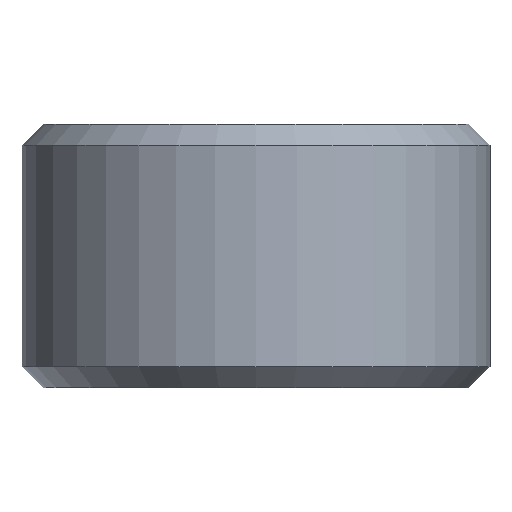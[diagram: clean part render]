
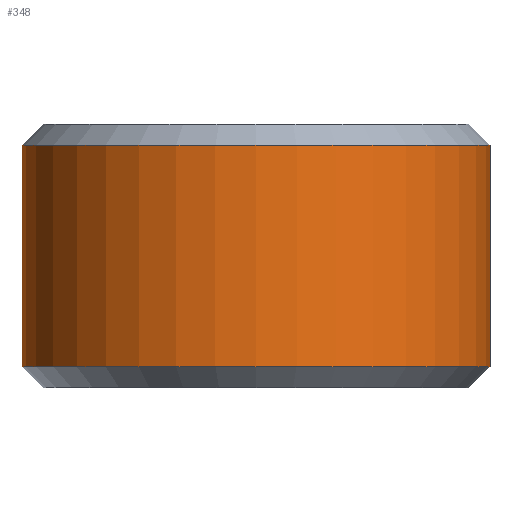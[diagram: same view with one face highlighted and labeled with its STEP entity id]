
A CAD part, left-side view. The second image highlights one B-rep face of the part: STEP entity #348.
In plain terms, the highlighted cylindrical face has radius 5.5 mm (diameter 11 mm), a full revolution.
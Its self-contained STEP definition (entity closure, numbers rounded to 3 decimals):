
#73=B_SPLINE_CURVE_WITH_KNOTS('',3,(#523,#524,#525,#526,#527,#528,#529,
#530,#531,#532,#533,#534,#535,#536,#537,#538,#539,#540,#541,#542,#543,#544,
#545,#546,#547,#548,#549,#550,#551,#552,#553,#554,#555,#556,#557,#558,#559,
#560,#561,#562,#563,#564,#565),.UNSPECIFIED.,.F.,.F.,(4,3,3,3,3,3,3,3,3,
3,3,3,3,3,4),(0.,0.114,0.178,0.242,0.306,
0.37,0.434,0.498,0.562,
0.626,0.69,0.754,0.818,
0.882,1.),.UNSPECIFIED.);
#74=B_SPLINE_CURVE_WITH_KNOTS('',3,(#566,#567,#568,#569,#570,#571,#572,
#573,#574,#575,#576,#577,#578,#579,#580,#581,#582,#583,#584,#585,#586,#587,
#588,#589,#590,#591,#592,#593,#594,#595,#596,#597,#598,#599,#600,#601,#602,
#603,#604,#605,#606,#607,#608),.UNSPECIFIED.,.F.,.F.,(4,3,3,3,3,3,3,3,3,
3,3,3,3,3,4),(0.,0.114,0.178,0.242,
0.306,0.37,0.434,0.498,
0.562,0.626,0.69,0.754,
0.818,0.882,1.),.UNSPECIFIED.);
#78=CYLINDRICAL_SURFACE('',#378,5.5);
#84=FACE_BOUND('',#125,.T.);
#85=FACE_BOUND('',#126,.T.);
#99=FACE_OUTER_BOUND('',#124,.T.);
#124=EDGE_LOOP('',(#240));
#125=EDGE_LOOP('',(#241));
#126=EDGE_LOOP('',(#242,#243));
#162=CIRCLE('',#379,5.5);
#163=CIRCLE('',#380,5.5);
#174=VERTEX_POINT('',#517);
#175=VERTEX_POINT('',#519);
#176=VERTEX_POINT('',#521);
#177=VERTEX_POINT('',#522);
#203=EDGE_CURVE('',#174,#174,#162,.T.);
#204=EDGE_CURVE('',#175,#175,#163,.T.);
#205=EDGE_CURVE('',#176,#177,#73,.T.);
#206=EDGE_CURVE('',#177,#176,#74,.T.);
#240=ORIENTED_EDGE('',*,*,#203,.F.);
#241=ORIENTED_EDGE('',*,*,#204,.F.);
#242=ORIENTED_EDGE('',*,*,#205,.T.);
#243=ORIENTED_EDGE('',*,*,#206,.T.);
#348=ADVANCED_FACE('',(#99,#84,#85),#78,.T.);
#378=AXIS2_PLACEMENT_3D('',#516,#423,#424);
#379=AXIS2_PLACEMENT_3D('',#518,#425,#426);
#380=AXIS2_PLACEMENT_3D('',#520,#427,#428);
#423=DIRECTION('center_axis',(0.,0.,1.));
#424=DIRECTION('ref_axis',(0.,-1.,0.));
#425=DIRECTION('center_axis',(0.,0.,-1.));
#426=DIRECTION('ref_axis',(0.,1.,0.));
#427=DIRECTION('center_axis',(0.,0.,1.));
#428=DIRECTION('ref_axis',(0.,-1.,0.));
#516=CARTESIAN_POINT('Origin',(0.,0.,-3.1));
#517=CARTESIAN_POINT('',(0.,5.5,-2.6));
#518=CARTESIAN_POINT('Origin',(0.,0.,-2.6));
#519=CARTESIAN_POINT('',(0.,5.5,2.6));
#520=CARTESIAN_POINT('Origin',(0.,0.,2.6));
#521=CARTESIAN_POINT('',(5.393,1.082,0.095));
#522=CARTESIAN_POINT('',(5.393,-1.082,0.095));
#523=CARTESIAN_POINT('Ctrl Pts',(5.393,1.082,0.095));
#524=CARTESIAN_POINT('Ctrl Pts',(5.393,1.082,-0.018));
#525=CARTESIAN_POINT('Ctrl Pts',(5.397,1.062,-0.139));
#526=CARTESIAN_POINT('Ctrl Pts',(5.405,1.019,-0.257));
#527=CARTESIAN_POINT('Ctrl Pts',(5.409,0.995,-0.323));
#528=CARTESIAN_POINT('Ctrl Pts',(5.415,0.963,-0.388));
#529=CARTESIAN_POINT('Ctrl Pts',(5.422,0.925,-0.449));
#530=CARTESIAN_POINT('Ctrl Pts',(5.428,0.887,-0.51));
#531=CARTESIAN_POINT('Ctrl Pts',(5.435,0.843,-0.567));
#532=CARTESIAN_POINT('Ctrl Pts',(5.442,0.793,-0.618));
#533=CARTESIAN_POINT('Ctrl Pts',(5.45,0.744,-0.67));
#534=CARTESIAN_POINT('Ctrl Pts',(5.457,0.689,-0.717));
#535=CARTESIAN_POINT('Ctrl Pts',(5.464,0.63,-0.758));
#536=CARTESIAN_POINT('Ctrl Pts',(5.471,0.571,-0.799));
#537=CARTESIAN_POINT('Ctrl Pts',(5.477,0.506,-0.835));
#538=CARTESIAN_POINT('Ctrl Pts',(5.482,0.439,-0.864));
#539=CARTESIAN_POINT('Ctrl Pts',(5.488,0.371,-0.893));
#540=CARTESIAN_POINT('Ctrl Pts',(5.492,0.301,-0.916));
#541=CARTESIAN_POINT('Ctrl Pts',(5.495,0.229,-0.931));
#542=CARTESIAN_POINT('Ctrl Pts',(5.498,0.157,-0.946));
#543=CARTESIAN_POINT('Ctrl Pts',(5.5,0.083,-0.954));
#544=CARTESIAN_POINT('Ctrl Pts',(5.5,0.009,-0.955));
#545=CARTESIAN_POINT('Ctrl Pts',(5.5,-0.065,-0.955));
#546=CARTESIAN_POINT('Ctrl Pts',(5.499,-0.139,-0.948));
#547=CARTESIAN_POINT('Ctrl Pts',(5.496,-0.211,-0.934));
#548=CARTESIAN_POINT('Ctrl Pts',(5.493,-0.283,-0.921));
#549=CARTESIAN_POINT('Ctrl Pts',(5.489,-0.354,-0.899));
#550=CARTESIAN_POINT('Ctrl Pts',(5.484,-0.422,-0.871));
#551=CARTESIAN_POINT('Ctrl Pts',(5.479,-0.49,-0.843));
#552=CARTESIAN_POINT('Ctrl Pts',(5.472,-0.556,-0.808));
#553=CARTESIAN_POINT('Ctrl Pts',(5.465,-0.616,-0.767));
#554=CARTESIAN_POINT('Ctrl Pts',(5.459,-0.677,-0.727));
#555=CARTESIAN_POINT('Ctrl Pts',(5.451,-0.733,-0.68));
#556=CARTESIAN_POINT('Ctrl Pts',(5.444,-0.783,-0.629));
#557=CARTESIAN_POINT('Ctrl Pts',(5.437,-0.834,-0.577));
#558=CARTESIAN_POINT('Ctrl Pts',(5.429,-0.879,-0.521));
#559=CARTESIAN_POINT('Ctrl Pts',(5.423,-0.918,-0.46));
#560=CARTESIAN_POINT('Ctrl Pts',(5.416,-0.956,-0.4));
#561=CARTESIAN_POINT('Ctrl Pts',(5.41,-0.989,-0.336));
#562=CARTESIAN_POINT('Ctrl Pts',(5.406,-1.014,-0.27));
#563=CARTESIAN_POINT('Ctrl Pts',(5.397,-1.06,-0.149));
#564=CARTESIAN_POINT('Ctrl Pts',(5.392,-1.082,-0.023));
#565=CARTESIAN_POINT('Ctrl Pts',(5.393,-1.082,0.095));
#566=CARTESIAN_POINT('Ctrl Pts',(5.393,-1.082,0.095));
#567=CARTESIAN_POINT('Ctrl Pts',(5.393,-1.082,0.209));
#568=CARTESIAN_POINT('Ctrl Pts',(5.397,-1.062,0.33));
#569=CARTESIAN_POINT('Ctrl Pts',(5.405,-1.019,0.448));
#570=CARTESIAN_POINT('Ctrl Pts',(5.409,-0.995,0.514));
#571=CARTESIAN_POINT('Ctrl Pts',(5.415,-0.963,0.579));
#572=CARTESIAN_POINT('Ctrl Pts',(5.422,-0.925,0.639));
#573=CARTESIAN_POINT('Ctrl Pts',(5.428,-0.887,0.7));
#574=CARTESIAN_POINT('Ctrl Pts',(5.435,-0.843,0.757));
#575=CARTESIAN_POINT('Ctrl Pts',(5.443,-0.793,0.809));
#576=CARTESIAN_POINT('Ctrl Pts',(5.45,-0.744,0.861));
#577=CARTESIAN_POINT('Ctrl Pts',(5.457,-0.689,0.908));
#578=CARTESIAN_POINT('Ctrl Pts',(5.464,-0.629,0.949));
#579=CARTESIAN_POINT('Ctrl Pts',(5.471,-0.57,0.99));
#580=CARTESIAN_POINT('Ctrl Pts',(5.477,-0.506,1.026));
#581=CARTESIAN_POINT('Ctrl Pts',(5.483,-0.438,1.055));
#582=CARTESIAN_POINT('Ctrl Pts',(5.488,-0.371,1.084));
#583=CARTESIAN_POINT('Ctrl Pts',(5.492,-0.3,1.107));
#584=CARTESIAN_POINT('Ctrl Pts',(5.495,-0.228,1.122));
#585=CARTESIAN_POINT('Ctrl Pts',(5.498,-0.156,1.137));
#586=CARTESIAN_POINT('Ctrl Pts',(5.5,-0.082,1.145));
#587=CARTESIAN_POINT('Ctrl Pts',(5.5,-0.008,1.145));
#588=CARTESIAN_POINT('Ctrl Pts',(5.5,0.066,1.146));
#589=CARTESIAN_POINT('Ctrl Pts',(5.499,0.14,1.139));
#590=CARTESIAN_POINT('Ctrl Pts',(5.496,0.212,1.125));
#591=CARTESIAN_POINT('Ctrl Pts',(5.493,0.284,1.111));
#592=CARTESIAN_POINT('Ctrl Pts',(5.489,0.355,1.09));
#593=CARTESIAN_POINT('Ctrl Pts',(5.484,0.423,1.062));
#594=CARTESIAN_POINT('Ctrl Pts',(5.478,0.491,1.034));
#595=CARTESIAN_POINT('Ctrl Pts',(5.472,0.556,0.999));
#596=CARTESIAN_POINT('Ctrl Pts',(5.465,0.617,0.958));
#597=CARTESIAN_POINT('Ctrl Pts',(5.458,0.677,0.917));
#598=CARTESIAN_POINT('Ctrl Pts',(5.451,0.733,0.871));
#599=CARTESIAN_POINT('Ctrl Pts',(5.444,0.783,0.819));
#600=CARTESIAN_POINT('Ctrl Pts',(5.437,0.834,0.768));
#601=CARTESIAN_POINT('Ctrl Pts',(5.429,0.879,0.711));
#602=CARTESIAN_POINT('Ctrl Pts',(5.423,0.918,0.651));
#603=CARTESIAN_POINT('Ctrl Pts',(5.416,0.956,0.591));
#604=CARTESIAN_POINT('Ctrl Pts',(5.41,0.989,0.526));
#605=CARTESIAN_POINT('Ctrl Pts',(5.406,1.014,0.46));
#606=CARTESIAN_POINT('Ctrl Pts',(5.397,1.06,0.339));
#607=CARTESIAN_POINT('Ctrl Pts',(5.392,1.082,0.213));
#608=CARTESIAN_POINT('Ctrl Pts',(5.393,1.082,0.095));
